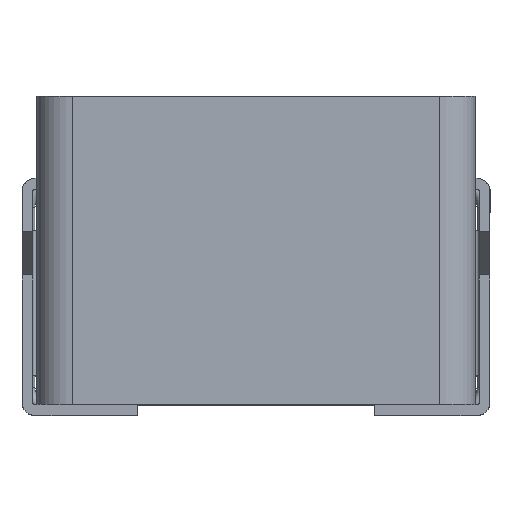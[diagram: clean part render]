
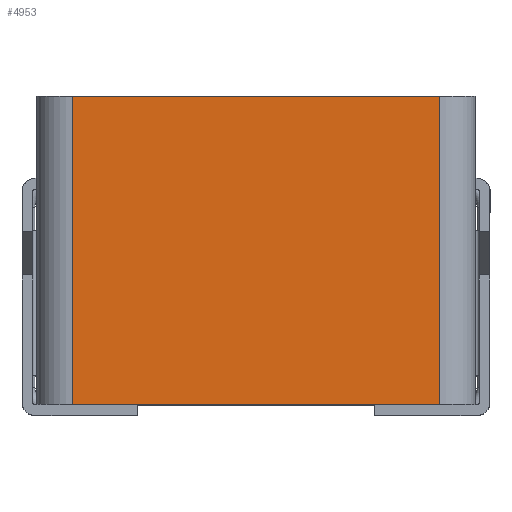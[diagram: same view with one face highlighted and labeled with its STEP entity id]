
A CAD part, top view. The second image highlights one B-rep face of the part: STEP entity #4953.
In plain terms, the highlighted planar face has unit normal (0, 0, 1).
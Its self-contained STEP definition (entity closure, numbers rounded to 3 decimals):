
#441 = VECTOR ( 'NONE', #4393, 1000. ) ;
#695 = CARTESIAN_POINT ( 'NONE',  ( 2.55, -3.14, 3. ) ) ;
#1282 = VERTEX_POINT ( 'NONE', #9269 ) ;
#1399 = ORIENTED_EDGE ( 'NONE', *, *, #3869, .T. ) ;
#1879 = EDGE_CURVE ( 'NONE', #1282, #2420, #6106, .T. ) ;
#1885 = EDGE_LOOP ( 'NONE', ( #6143, #2339, #1399, #4481 ) ) ;
#2015 = LINE ( 'NONE', #2732, #5958 ) ;
#2096 = EDGE_CURVE ( 'NONE', #7223, #4224, #8635, .T. ) ;
#2339 = ORIENTED_EDGE ( 'NONE', *, *, #2096, .F. ) ;
#2420 = VERTEX_POINT ( 'NONE', #695 ) ;
#2732 = CARTESIAN_POINT ( 'NONE',  ( 2.55, -3.14, 3. ) ) ;
#2813 = VECTOR ( 'NONE', #4727, 1000. ) ;
#3769 = VECTOR ( 'NONE', #9023, 1000. ) ;
#3869 = EDGE_CURVE ( 'NONE', #7223, #1282, #7830, .T. ) ;
#4001 = PLANE ( 'NONE',  #7538 ) ;
#4039 = CARTESIAN_POINT ( 'NONE',  ( -3.05, -3.14, 3. ) ) ;
#4224 = VERTEX_POINT ( 'NONE', #7065 ) ;
#4393 = DIRECTION ( 'NONE',  ( 1., 0., 0. ) ) ;
#4481 = ORIENTED_EDGE ( 'NONE', *, *, #1879, .T. ) ;
#4727 = DIRECTION ( 'NONE',  ( 1., 0., 0. ) ) ;
#4779 = DIRECTION ( 'NONE',  ( 1., 0., 0. ) ) ;
#4953 = ADVANCED_FACE ( 'NONE', ( #8020 ), #4001, .T. ) ;
#5958 = VECTOR ( 'NONE', #9530, 1000. ) ;
#6106 = LINE ( 'NONE', #8985, #441 ) ;
#6143 = ORIENTED_EDGE ( 'NONE', *, *, #9049, .T. ) ;
#7065 = CARTESIAN_POINT ( 'NONE',  ( 2.55, 1.14, 3. ) ) ;
#7223 = VERTEX_POINT ( 'NONE', #7567 ) ;
#7538 = AXIS2_PLACEMENT_3D ( 'NONE', #4039, #9385, #4779 ) ;
#7567 = CARTESIAN_POINT ( 'NONE',  ( -2.55, 1.14, 3. ) ) ;
#7830 = LINE ( 'NONE', #8255, #3769 ) ;
#7852 = CARTESIAN_POINT ( 'NONE',  ( 3.05, 1.14, 3. ) ) ;
#8020 = FACE_OUTER_BOUND ( 'NONE', #1885, .T. ) ;
#8255 = CARTESIAN_POINT ( 'NONE',  ( -2.55, -3.14, 3. ) ) ;
#8635 = LINE ( 'NONE', #7852, #2813 ) ;
#8985 = CARTESIAN_POINT ( 'NONE',  ( -3.05, -3.14, 3. ) ) ;
#9023 = DIRECTION ( 'NONE',  ( 0., -1., 0. ) ) ;
#9049 = EDGE_CURVE ( 'NONE', #2420, #4224, #2015, .T. ) ;
#9269 = CARTESIAN_POINT ( 'NONE',  ( -2.55, -3.14, 3. ) ) ;
#9385 = DIRECTION ( 'NONE',  ( 0., 0., 1. ) ) ;
#9530 = DIRECTION ( 'NONE',  ( 0., 1., 0. ) ) ;
